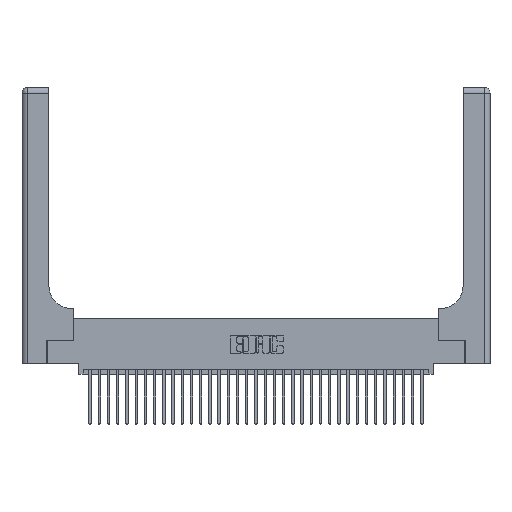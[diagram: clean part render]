
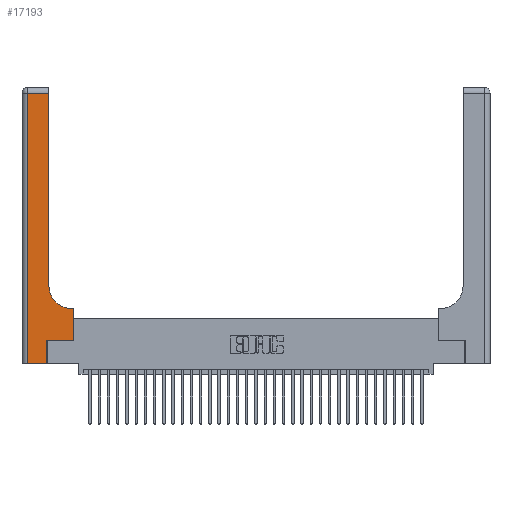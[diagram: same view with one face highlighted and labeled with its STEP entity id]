
A CAD part, top view. The second image highlights one B-rep face of the part: STEP entity #17193.
In plain terms, the highlighted planar face has unit normal (0, 0, 1).
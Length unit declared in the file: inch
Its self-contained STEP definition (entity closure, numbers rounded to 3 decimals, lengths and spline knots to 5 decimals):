
#127 = VECTOR ( 'NONE', #9122, 39.37008 ) ;
#646 = DIRECTION ( 'NONE',  ( 0., 0., -1. ) ) ;
#1252 = DIRECTION ( 'NONE',  ( 0., 1., 0. ) ) ;
#2027 = CARTESIAN_POINT ( 'NONE',  ( 0., 3., 0.37 ) ) ;
#2938 = DIRECTION ( 'NONE',  ( 0., 1., 0. ) ) ;
#4152 = LINE ( 'NONE', #20002, #24113 ) ;
#4871 = DIRECTION ( 'NONE',  ( 0., 0., -1. ) ) ;
#4902 = DIRECTION ( 'NONE',  ( 1., 0., 0. ) ) ;
#5015 = LINE ( 'NONE', #16784, #27470 ) ;
#5579 = LINE ( 'NONE', #28570, #15769 ) ;
#6578 = ORIENTED_EDGE ( 'NONE', *, *, #7957, .T. ) ;
#6950 = CARTESIAN_POINT ( 'NONE',  ( 0.2915, 0.85, 0.37 ) ) ;
#6998 = DIRECTION ( 'NONE',  ( -1., 0., 0. ) ) ;
#7250 = EDGE_CURVE ( 'NONE', #9427, #28874, #29894, .T. ) ;
#7334 = VECTOR ( 'NONE', #1252, 39.37008 ) ;
#7418 = LINE ( 'NONE', #27559, #127 ) ;
#7957 = EDGE_CURVE ( 'NONE', #14992, #11130, #7418, .T. ) ;
#9122 = DIRECTION ( 'NONE',  ( -1., 0., 0. ) ) ;
#9427 = VERTEX_POINT ( 'NONE', #22975 ) ;
#10384 = CIRCLE ( 'NONE', #32549, 0.25 ) ;
#10606 = EDGE_CURVE ( 'NONE', #28874, #34783, #5015, .T. ) ;
#10794 = ORIENTED_EDGE ( 'NONE', *, *, #10857, .T. ) ;
#10857 = EDGE_CURVE ( 'NONE', #29914, #34068, #23217, .T. ) ;
#11130 = VERTEX_POINT ( 'NONE', #26674 ) ;
#12265 = CARTESIAN_POINT ( 'NONE',  ( 0.269, 0., 0.37 ) ) ;
#12908 = DIRECTION ( 'NONE',  ( -1., 0., 0. ) ) ;
#13124 = AXIS2_PLACEMENT_3D ( 'NONE', #2027, #4871, #12908 ) ;
#13442 = VECTOR ( 'NONE', #29507, 39.37008 ) ;
#14458 = LINE ( 'NONE', #12265, #7334 ) ;
#14483 = EDGE_CURVE ( 'NONE', #34783, #29914, #14458, .T. ) ;
#14534 = EDGE_CURVE ( 'NONE', #15982, #9427, #5579, .T. ) ;
#14654 = CARTESIAN_POINT ( 'NONE',  ( 0.269, 0., 0.37 ) ) ;
#14992 = VERTEX_POINT ( 'NONE', #28160 ) ;
#15039 = ORIENTED_EDGE ( 'NONE', *, *, #14534, .T. ) ;
#15227 = LINE ( 'NONE', #21701, #26250 ) ;
#15401 = ORIENTED_EDGE ( 'NONE', *, *, #10606, .T. ) ;
#15478 = VECTOR ( 'NONE', #25937, 39.37008 ) ;
#15769 = VECTOR ( 'NONE', #6998, 39.37008 ) ;
#15982 = VERTEX_POINT ( 'NONE', #17477 ) ;
#16472 = DIRECTION ( 'NONE',  ( 0., 1., 0. ) ) ;
#16476 = ORIENTED_EDGE ( 'NONE', *, *, #34693, .T. ) ;
#16784 = CARTESIAN_POINT ( 'NONE',  ( 0., 0., 0.37 ) ) ;
#17193 = ADVANCED_FACE ( 'NONE', ( #32690 ), #26313, .F. ) ;
#17477 = CARTESIAN_POINT ( 'NONE',  ( 0.2915, 2.94, 0.37 ) ) ;
#20002 = CARTESIAN_POINT ( 'NONE',  ( 0.2915, 3., 0.37 ) ) ;
#21664 = ORIENTED_EDGE ( 'NONE', *, *, #7250, .T. ) ;
#21701 = CARTESIAN_POINT ( 'NONE',  ( 0.5585, 0.25, 0.37 ) ) ;
#22278 = EDGE_CURVE ( 'NONE', #11130, #27380, #10384, .T. ) ;
#22572 = DIRECTION ( 'NONE',  ( 1., 0., 0. ) ) ;
#22837 = CARTESIAN_POINT ( 'NONE',  ( 0.269, 0.25, 0.37 ) ) ;
#22975 = CARTESIAN_POINT ( 'NONE',  ( 0.06, 2.94, 0.37 ) ) ;
#23217 = LINE ( 'NONE', #23933, #13442 ) ;
#23417 = CARTESIAN_POINT ( 'NONE',  ( 0.5415, 0.85, 0.37 ) ) ;
#23933 = CARTESIAN_POINT ( 'NONE',  ( 0.269, 0.25, 0.37 ) ) ;
#24113 = VECTOR ( 'NONE', #2938, 39.37008 ) ;
#25462 = ORIENTED_EDGE ( 'NONE', *, *, #34549, .T. ) ;
#25937 = DIRECTION ( 'NONE',  ( 0., -1., 0. ) ) ;
#26227 = ORIENTED_EDGE ( 'NONE', *, *, #22278, .T. ) ;
#26250 = VECTOR ( 'NONE', #16472, 39.37008 ) ;
#26312 = CARTESIAN_POINT ( 'NONE',  ( 0.06, 3., 0.37 ) ) ;
#26313 = PLANE ( 'NONE',  #13124 ) ;
#26674 = CARTESIAN_POINT ( 'NONE',  ( 0.5415, 0.6, 0.37 ) ) ;
#27380 = VERTEX_POINT ( 'NONE', #6950 ) ;
#27470 = VECTOR ( 'NONE', #22572, 39.37008 ) ;
#27559 = CARTESIAN_POINT ( 'NONE',  ( 0.2915, 0.6, 0.37 ) ) ;
#27643 = CARTESIAN_POINT ( 'NONE',  ( 0.06, 0., 0.37 ) ) ;
#28160 = CARTESIAN_POINT ( 'NONE',  ( 0.5585, 0.6, 0.37 ) ) ;
#28570 = CARTESIAN_POINT ( 'NONE',  ( 0., 2.94, 0.37 ) ) ;
#28874 = VERTEX_POINT ( 'NONE', #27643 ) ;
#29507 = DIRECTION ( 'NONE',  ( 1., 0., 0. ) ) ;
#29894 = LINE ( 'NONE', #26312, #15478 ) ;
#29914 = VERTEX_POINT ( 'NONE', #22837 ) ;
#30223 = EDGE_LOOP ( 'NONE', ( #16476, #15039, #21664, #15401, #30997, #10794, #25462, #6578, #26227 ) ) ;
#30234 = CARTESIAN_POINT ( 'NONE',  ( 0.5585, 0.25, 0.37 ) ) ;
#30997 = ORIENTED_EDGE ( 'NONE', *, *, #14483, .T. ) ;
#32549 = AXIS2_PLACEMENT_3D ( 'NONE', #23417, #646, #4902 ) ;
#32690 = FACE_OUTER_BOUND ( 'NONE', #30223, .T. ) ;
#34068 = VERTEX_POINT ( 'NONE', #30234 ) ;
#34549 = EDGE_CURVE ( 'NONE', #34068, #14992, #15227, .T. ) ;
#34693 = EDGE_CURVE ( 'NONE', #27380, #15982, #4152, .T. ) ;
#34783 = VERTEX_POINT ( 'NONE', #14654 ) ;
